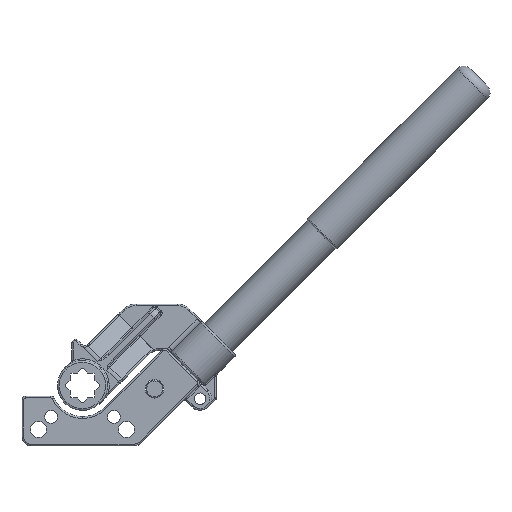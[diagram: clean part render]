
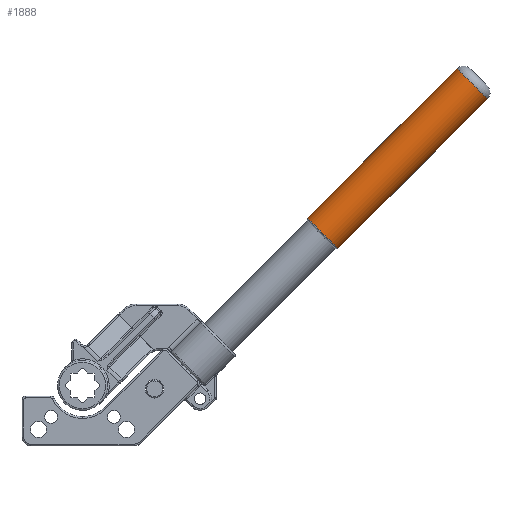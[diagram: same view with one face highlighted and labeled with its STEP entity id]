
A CAD part, front view. The second image highlights one B-rep face of the part: STEP entity #1888.
In plain terms, the highlighted cylindrical face has radius 12 mm (diameter 24 mm), a partial arc.
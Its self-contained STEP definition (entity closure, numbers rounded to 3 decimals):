
#298 = LINE ( 'NONE', #8117, #6621 ) ;
#485 = CARTESIAN_POINT ( 'NONE',  ( 143.543, 12., 77.075 ) ) ;
#569 = CARTESIAN_POINT ( 'NONE',  ( 219.203, 12., 169.706 ) ) ;
#1066 = ORIENTED_EDGE ( 'NONE', *, *, #3504, .T. ) ;
#1365 = VERTEX_POINT ( 'NONE', #485 ) ;
#1416 = DIRECTION ( 'NONE',  ( -0.707, 0., -0.707 ) ) ;
#1546 = VECTOR ( 'NONE', #11555, 1000. ) ;
#1888 = ADVANCED_FACE ( 'NONE', ( #12423 ), #11439, .T. ) ;
#1948 = AXIS2_PLACEMENT_3D ( 'NONE', #569, #6857, #10094 ) ;
#2796 = ORIENTED_EDGE ( 'NONE', *, *, #3174, .T. ) ;
#3046 = CARTESIAN_POINT ( 'NONE',  ( 227.688, 12., 161.22 ) ) ;
#3074 = CARTESIAN_POINT ( 'NONE',  ( -670.472, 12., -719.969 ) ) ;
#3174 = EDGE_CURVE ( 'NONE', #8849, #1365, #5081, .T. ) ;
#3219 = ORIENTED_EDGE ( 'NONE', *, *, #8975, .T. ) ;
#3504 = EDGE_CURVE ( 'NONE', #13018, #7733, #7989, .T. ) ;
#5081 = CIRCLE ( 'NONE', #9561, 12. ) ;
#5139 = DIRECTION ( 'NONE',  ( -0.707, 0., 0.707 ) ) ;
#6196 = AXIS2_PLACEMENT_3D ( 'NONE', #3074, #7068, #12630 ) ;
#6621 = VECTOR ( 'NONE', #1416, 1000. ) ;
#6857 = DIRECTION ( 'NONE',  ( -0.707, 0., -0.707 ) ) ;
#7068 = DIRECTION ( 'NONE',  ( -0.707, 0., -0.707 ) ) ;
#7327 = CARTESIAN_POINT ( 'NONE',  ( -678.957, 12., -711.484 ) ) ;
#7733 = VERTEX_POINT ( 'NONE', #11883 ) ;
#7989 = CIRCLE ( 'NONE', #1948, 12. ) ;
#8117 = CARTESIAN_POINT ( 'NONE',  ( -661.986, 12., -728.454 ) ) ;
#8180 = CARTESIAN_POINT ( 'NONE',  ( 126.572, 12., 94.045 ) ) ;
#8849 = VERTEX_POINT ( 'NONE', #8180 ) ;
#8975 = EDGE_CURVE ( 'NONE', #7733, #8849, #11696, .T. ) ;
#9423 = DIRECTION ( 'NONE',  ( 0.707, 0., 0.707 ) ) ;
#9561 = AXIS2_PLACEMENT_3D ( 'NONE', #10404, #9423, #5139 ) ;
#9676 = EDGE_CURVE ( 'NONE', #13018, #1365, #298, .T. ) ;
#10094 = DIRECTION ( 'NONE',  ( 0.707, 0., -0.707 ) ) ;
#10404 = CARTESIAN_POINT ( 'NONE',  ( 135.057, 12., 85.56 ) ) ;
#10664 = ORIENTED_EDGE ( 'NONE', *, *, #9676, .F. ) ;
#11439 = CYLINDRICAL_SURFACE ( 'NONE', #6196, 12. ) ;
#11555 = DIRECTION ( 'NONE',  ( -0.707, 0., -0.707 ) ) ;
#11696 = LINE ( 'NONE', #7327, #1546 ) ;
#11883 = CARTESIAN_POINT ( 'NONE',  ( 210.718, 12., 178.191 ) ) ;
#12247 = EDGE_LOOP ( 'NONE', ( #10664, #1066, #3219, #2796 ) ) ;
#12423 = FACE_OUTER_BOUND ( 'NONE', #12247, .T. ) ;
#12630 = DIRECTION ( 'NONE',  ( -0.707, 0., 0.707 ) ) ;
#13018 = VERTEX_POINT ( 'NONE', #3046 ) ;
